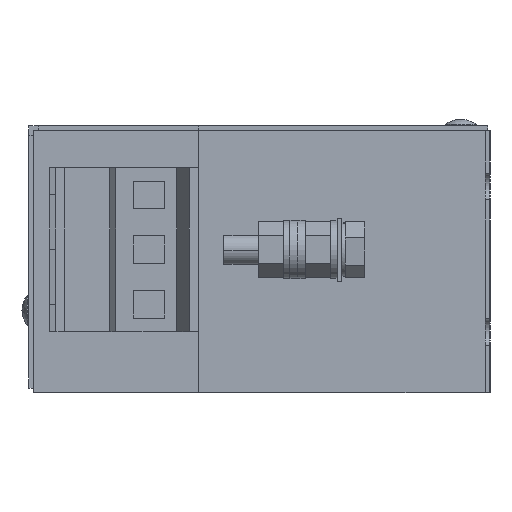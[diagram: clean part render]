
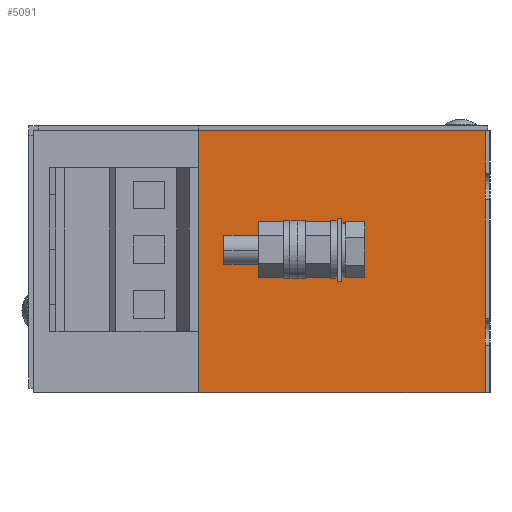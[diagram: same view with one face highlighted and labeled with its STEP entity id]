
A CAD part, left-side view. The second image highlights one B-rep face of the part: STEP entity #5091.
In plain terms, the highlighted planar face has unit normal (-1, 0, 0).
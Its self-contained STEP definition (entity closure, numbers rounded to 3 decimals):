
#104 = CARTESIAN_POINT ( 'NONE',  ( -140., 29.5, -27. ) ) ;
#106 = ORIENTED_EDGE ( 'NONE', *, *, #3109, .F. ) ;
#140 = AXIS2_PLACEMENT_3D ( 'NONE', #6624, #3274, #627 ) ;
#179 = VERTEX_POINT ( 'NONE', #4235 ) ;
#580 = EDGE_CURVE ( 'NONE', #179, #5680, #2815, .T. ) ;
#582 = DIRECTION ( 'NONE',  ( 0., 1., 0. ) ) ;
#600 = DIRECTION ( 'NONE',  ( 0., 1., 0. ) ) ;
#627 = DIRECTION ( 'NONE',  ( 0., 0., 1. ) ) ;
#709 = CARTESIAN_POINT ( 'NONE',  ( -140., -1.001, 9. ) ) ;
#872 = CARTESIAN_POINT ( 'NONE',  ( -140., 0., 27. ) ) ;
#1115 = VERTEX_POINT ( 'NONE', #7091 ) ;
#1240 = FACE_OUTER_BOUND ( 'NONE', #6861, .T. ) ;
#1552 = VECTOR ( 'NONE', #4284, 1000. ) ;
#1603 = CARTESIAN_POINT ( 'NONE',  ( -140., 30.5, -27. ) ) ;
#1928 = LINE ( 'NONE', #3417, #5658 ) ;
#2352 = ORIENTED_EDGE ( 'NONE', *, *, #3799, .F. ) ;
#2487 = VERTEX_POINT ( 'NONE', #6940 ) ;
#2815 = LINE ( 'NONE', #4891, #6827 ) ;
#2958 = VECTOR ( 'NONE', #3584, 1000. ) ;
#3109 = EDGE_CURVE ( 'NONE', #2487, #1115, #4699, .T. ) ;
#3274 = DIRECTION ( 'NONE',  ( -1., 0., 0. ) ) ;
#3417 = CARTESIAN_POINT ( 'NONE',  ( -140., -1.001, -4. ) ) ;
#3571 = LINE ( 'NONE', #7015, #4937 ) ;
#3583 = EDGE_CURVE ( 'NONE', #5057, #6905, #4150, .T. ) ;
#3584 = DIRECTION ( 'NONE',  ( 0., -1., 0. ) ) ;
#3696 = LINE ( 'NONE', #6392, #5852 ) ;
#3760 = ORIENTED_EDGE ( 'NONE', *, *, #5112, .T. ) ;
#3799 = EDGE_CURVE ( 'NONE', #1115, #6905, #4679, .T. ) ;
#3836 = ORIENTED_EDGE ( 'NONE', *, *, #5642, .T. ) ;
#4045 = CARTESIAN_POINT ( 'NONE',  ( -140., 0., -27. ) ) ;
#4070 = ORIENTED_EDGE ( 'NONE', *, *, #4708, .F. ) ;
#4081 = VECTOR ( 'NONE', #582, 1000. ) ;
#4150 = LINE ( 'NONE', #1603, #1552 ) ;
#4193 = CARTESIAN_POINT ( 'NONE',  ( -140., 59., 27. ) ) ;
#4235 = CARTESIAN_POINT ( 'NONE',  ( -140., 59., -27. ) ) ;
#4268 = DIRECTION ( 'NONE',  ( 0., 0., 1. ) ) ;
#4284 = DIRECTION ( 'NONE',  ( 0., 0., 1. ) ) ;
#4308 = ORIENTED_EDGE ( 'NONE', *, *, #3583, .T. ) ;
#4679 = LINE ( 'NONE', #709, #4081 ) ;
#4699 = LINE ( 'NONE', #104, #7463 ) ;
#4708 = EDGE_CURVE ( 'NONE', #5680, #6238, #5619, .T. ) ;
#4725 = FACE_BOUND ( 'NONE', #8010, .T. ) ;
#4891 = CARTESIAN_POINT ( 'NONE',  ( -140., 59., -27. ) ) ;
#4937 = VECTOR ( 'NONE', #7502, 1000. ) ;
#5057 = VERTEX_POINT ( 'NONE', #8084 ) ;
#5091 = ADVANCED_FACE ( 'NONE', ( #4725, #1240 ), #7331, .T. ) ;
#5112 = EDGE_CURVE ( 'NONE', #5416, #6238, #3571, .T. ) ;
#5326 = CARTESIAN_POINT ( 'NONE',  ( -140., 59., 27. ) ) ;
#5370 = DIRECTION ( 'NONE',  ( 0., 0., 1. ) ) ;
#5416 = VERTEX_POINT ( 'NONE', #4045 ) ;
#5619 = LINE ( 'NONE', #4193, #2958 ) ;
#5642 = EDGE_CURVE ( 'NONE', #2487, #5057, #1928, .T. ) ;
#5658 = VECTOR ( 'NONE', #600, 1000. ) ;
#5680 = VERTEX_POINT ( 'NONE', #5326 ) ;
#5852 = VECTOR ( 'NONE', #7584, 1000. ) ;
#6238 = VERTEX_POINT ( 'NONE', #872 ) ;
#6392 = CARTESIAN_POINT ( 'NONE',  ( -140., 59., -27. ) ) ;
#6597 = ORIENTED_EDGE ( 'NONE', *, *, #580, .F. ) ;
#6624 = CARTESIAN_POINT ( 'NONE',  ( -140., 29.5, -27. ) ) ;
#6827 = VECTOR ( 'NONE', #4268, 1000. ) ;
#6861 = EDGE_LOOP ( 'NONE', ( #3760, #4070, #6597, #7855 ) ) ;
#6905 = VERTEX_POINT ( 'NONE', #8165 ) ;
#6940 = CARTESIAN_POINT ( 'NONE',  ( -140., 29.5, -4. ) ) ;
#7015 = CARTESIAN_POINT ( 'NONE',  ( -140., 0., -27. ) ) ;
#7091 = CARTESIAN_POINT ( 'NONE',  ( -140., 29.5, 9. ) ) ;
#7331 = PLANE ( 'NONE',  #140 ) ;
#7463 = VECTOR ( 'NONE', #5370, 1000. ) ;
#7502 = DIRECTION ( 'NONE',  ( 0., 0., 1. ) ) ;
#7584 = DIRECTION ( 'NONE',  ( 0., -1., 0. ) ) ;
#7855 = ORIENTED_EDGE ( 'NONE', *, *, #8655, .T. ) ;
#8010 = EDGE_LOOP ( 'NONE', ( #106, #3836, #4308, #2352 ) ) ;
#8084 = CARTESIAN_POINT ( 'NONE',  ( -140., 30.5, -4. ) ) ;
#8165 = CARTESIAN_POINT ( 'NONE',  ( -140., 30.5, 9. ) ) ;
#8655 = EDGE_CURVE ( 'NONE', #179, #5416, #3696, .T. ) ;
